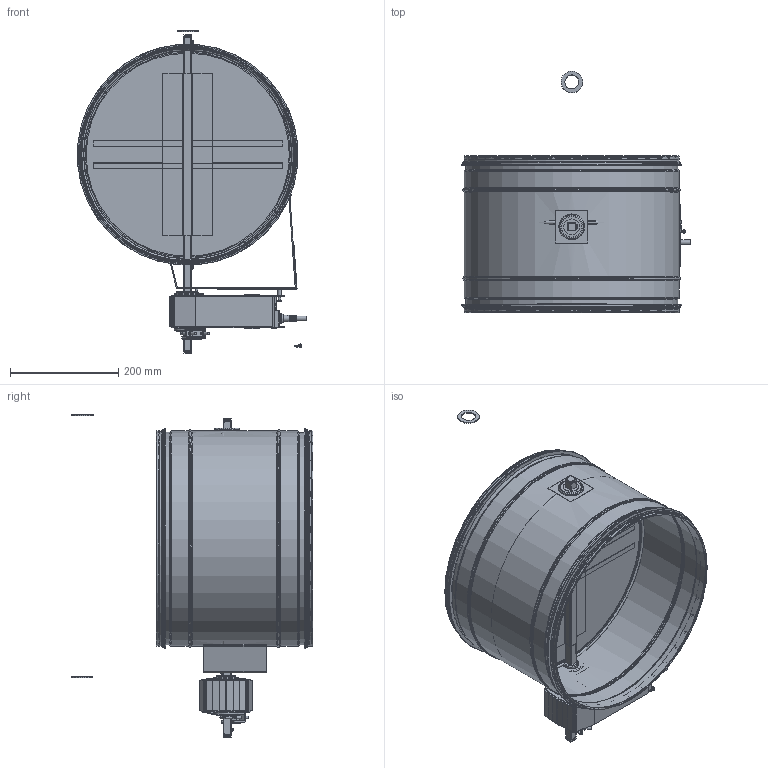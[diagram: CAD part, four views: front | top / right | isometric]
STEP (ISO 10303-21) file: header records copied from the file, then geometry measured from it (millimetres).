
FILE_DESCRIPTION((''),'2;1');
FILE_NAME('HISC-EFB_SF24-400.stp','2014-06-23T07:57:54',(''),(''),'Autodesk Inventor 2013','Autodesk Inventor 2013','');
FILE_SCHEMA(('AUTOMOTIVE_DESIGN { 1 2 10303 214 0 1 1 1 }'));
Length unit declared in the file: millimetre
Products named in the file (26): HISC-EFB_SF24-400; HISochHISC_Rör-09; Spjällhylla-400; 999271; Lagerbuss; 143066; 116032; 999009; Stödprofil-350; Ändavslut; 90242___8_13-mattssons; Täckbricka; Cellgummi_40x26x2; 90232___6_10-mattssons; SF24A; SF24A-1; SF24A-2; SF24A-3; SF24A-4; SF24A-5; SF24A-6; SF24A-7; SF24A-8; SF24A-9; FästeSpjällmotorSF-Stora; G-list-400
Assembly tree (34 placements, depth 3):
  HISC-EFB_SF24-400
    HISochHISC_Rör-09
    Spjällhylla-400
    999271
    Lagerbuss  x2
    143066
    116032
    999009  x2
    Stödprofil-350
    Ändavslut  x2
    90242___8_13-mattssons  x4
    Täckbricka  x2
    Cellgummi_40x26x2  x2
    90232___6_10-mattssons  x2
    SF24A
      SF24A-1
      SF24A-2
      SF24A-3
      SF24A-4
      SF24A-5
      SF24A-6
      SF24A-7
      SF24A-8
      SF24A-9
    FästeSpjällmotorSF-Stora
    G-list-400
Bounding box: 424.11 x 447.16 x 597.44 mm (x, y, z)
Volume: 1751955.3 mm3; surface area: 1608883.6 mm2
Topology: 33 solids, 34 shells, 3143 faces, 8525 edges, 5534 vertices
Faces by surface type: plane 2620, cylinder 307, cone 148, torus 46, sphere 14, bspline 8
Full cylindrical faces by diameter (mm): 1.6 x7, 2.656 x12, 3.291 x28, 3.5 x10, 4 x1, 4.2 x26, 5 x8, 6 x1, 6.4 x4, 7 x6, 8 x10, 8.8 x4, 9 x1, 10 x2, 11 x7, 17 x1, 18 x2, 21 x1, 26 x2, 28 x4, 29 x2, 36 x1, 38 x2, 40 x3, 376.191 x2, 380 x1, 385 x1, 392.4 x1, 392.56 x1, 393.4 x1
Entity records: 91768 total; most frequent: CARTESIAN_POINT 17681, ORIENTED_EDGE 15216, DIRECTION 13958, EDGE_CURVE 7608, VECTOR 6836, LINE 6836, VERTEX_POINT 5075, AXIS2_PLACEMENT_3D 3561
